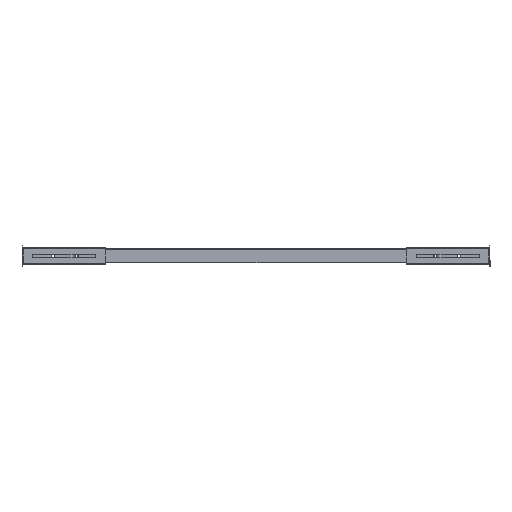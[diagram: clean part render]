
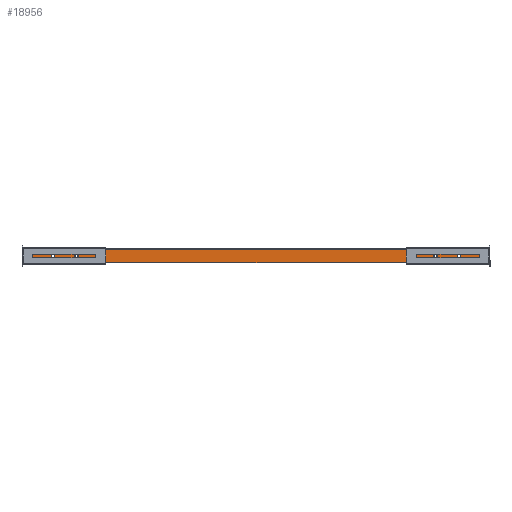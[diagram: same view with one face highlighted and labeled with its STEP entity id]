
A CAD part, front view. The second image highlights one B-rep face of the part: STEP entity #18956.
In plain terms, the highlighted planar face has unit normal (0, -1, 0).
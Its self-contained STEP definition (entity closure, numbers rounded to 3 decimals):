
#81 = CARTESIAN_POINT ( 'NONE',  ( 884., 0., -16. ) ) ;
#591 = CARTESIAN_POINT ( 'NONE',  ( 934., 0., -19.5 ) ) ;
#660 = CARTESIAN_POINT ( 'NONE',  ( 995.999, 0., -28. ) ) ;
#1239 = AXIS2_PLACEMENT_3D ( 'NONE', #81, #11303, #28451 ) ;
#1500 = DIRECTION ( 'NONE',  ( 0., -1., 0. ) ) ;
#2574 = CIRCLE ( 'NONE', #24929, 3.5 ) ;
#2595 = CIRCLE ( 'NONE', #15523, 3.5 ) ;
#2818 = VERTEX_POINT ( 'NONE', #591 ) ;
#2892 = CARTESIAN_POINT ( 'NONE',  ( 995.999, 0., -2. ) ) ;
#3019 = EDGE_LOOP ( 'NONE', ( #4304, #19157 ) ) ;
#3164 = EDGE_CURVE ( 'NONE', #26348, #4280, #4180, .T. ) ;
#3410 = CARTESIAN_POINT ( 'NONE',  ( 998., 0., -3. ) ) ;
#3442 = EDGE_CURVE ( 'NONE', #35014, #12036, #28111, .T. ) ;
#3522 = FACE_BOUND ( 'NONE', #3019, .T. ) ;
#3774 = ORIENTED_EDGE ( 'NONE', *, *, #3442, .F. ) ;
#3888 = FACE_BOUND ( 'NONE', #24033, .T. ) ;
#3992 = AXIS2_PLACEMENT_3D ( 'NONE', #23240, #6465, #23780 ) ;
#4141 = VERTEX_POINT ( 'NONE', #12435 ) ;
#4180 = CIRCLE ( 'NONE', #17692, 3.5 ) ;
#4267 = CARTESIAN_POINT ( 'NONE',  ( 884., 0., -16. ) ) ;
#4280 = VERTEX_POINT ( 'NONE', #36439 ) ;
#4304 = ORIENTED_EDGE ( 'NONE', *, *, #34544, .F. ) ;
#4392 = VERTEX_POINT ( 'NONE', #24470 ) ;
#4658 = ORIENTED_EDGE ( 'NONE', *, *, #23371, .T. ) ;
#4786 = VECTOR ( 'NONE', #30086, 1000. ) ;
#5036 = DIRECTION ( 'NONE',  ( 0.707, 0., -0.707 ) ) ;
#5337 = EDGE_CURVE ( 'NONE', #4141, #33475, #28991, .T. ) ;
#5456 = AXIS2_PLACEMENT_3D ( 'NONE', #11495, #22747, #33999 ) ;
#5920 = CARTESIAN_POINT ( 'NONE',  ( 995.999, 0., -28. ) ) ;
#6041 = DIRECTION ( 'NONE',  ( 0., -1., 0. ) ) ;
#6182 = DIRECTION ( 'NONE',  ( 1., 0., 0. ) ) ;
#6449 = ORIENTED_EDGE ( 'NONE', *, *, #28385, .F. ) ;
#6465 = DIRECTION ( 'NONE',  ( 0., 1., 0. ) ) ;
#6521 = VECTOR ( 'NONE', #6182, 1000. ) ;
#6904 = VERTEX_POINT ( 'NONE', #27408 ) ;
#7606 = CARTESIAN_POINT ( 'NONE',  ( 5.001, 0., -31. ) ) ;
#7947 = CARTESIAN_POINT ( 'NONE',  ( 992.999, 0., -31. ) ) ;
#8794 = VERTEX_POINT ( 'NONE', #660 ) ;
#8795 = DIRECTION ( 'NONE',  ( 0., 0., -1. ) ) ;
#9351 = EDGE_CURVE ( 'NONE', #33563, #4392, #27111, .T. ) ;
#10131 = CIRCLE ( 'NONE', #20740, 3.5 ) ;
#10593 = CARTESIAN_POINT ( 'NONE',  ( 995.999, 0., -3. ) ) ;
#10779 = EDGE_CURVE ( 'NONE', #19680, #21500, #32677, .T. ) ;
#11075 = DIRECTION ( 'NONE',  ( 0.707, 0., 0.707 ) ) ;
#11303 = DIRECTION ( 'NONE',  ( 0., -1., 0. ) ) ;
#11495 = CARTESIAN_POINT ( 'NONE',  ( 114., 0., -16. ) ) ;
#11629 = CARTESIAN_POINT ( 'NONE',  ( 934., 0., -16. ) ) ;
#12036 = VERTEX_POINT ( 'NONE', #10593 ) ;
#12096 = ORIENTED_EDGE ( 'NONE', *, *, #31573, .T. ) ;
#12435 = CARTESIAN_POINT ( 'NONE',  ( 114., 0., -19.5 ) ) ;
#12707 = PLANE ( 'NONE',  #3992 ) ;
#13276 = CARTESIAN_POINT ( 'NONE',  ( 2.001, 0., 0. ) ) ;
#13881 = ORIENTED_EDGE ( 'NONE', *, *, #30673, .F. ) ;
#14300 = DIRECTION ( 'NONE',  ( 0., 0., -1. ) ) ;
#14746 = FACE_BOUND ( 'NONE', #32416, .T. ) ;
#14843 = VERTEX_POINT ( 'NONE', #27269 ) ;
#15340 = CIRCLE ( 'NONE', #35948, 3.5 ) ;
#15495 = VECTOR ( 'NONE', #14300, 1000. ) ;
#15523 = AXIS2_PLACEMENT_3D ( 'NONE', #4267, #1500, #21935 ) ;
#15572 = VECTOR ( 'NONE', #21747, 1000. ) ;
#16283 = ORIENTED_EDGE ( 'NONE', *, *, #26093, .T. ) ;
#16887 = LINE ( 'NONE', #2892, #15495 ) ;
#17354 = DIRECTION ( 'NONE',  ( 0., 0., -1. ) ) ;
#17488 = CARTESIAN_POINT ( 'NONE',  ( 2.001, 0., -3. ) ) ;
#17692 = AXIS2_PLACEMENT_3D ( 'NONE', #24930, #22336, #36173 ) ;
#18044 = DIRECTION ( 'NONE',  ( 0., -1., 0. ) ) ;
#18294 = VECTOR ( 'NONE', #5036, 1000. ) ;
#18956 = ADVANCED_FACE ( 'NONE', ( #3522, #3888, #23959, #26735, #14746 ), #12707, .F. ) ;
#19157 = ORIENTED_EDGE ( 'NONE', *, *, #26915, .F. ) ;
#19172 = LINE ( 'NONE', #13276, #15572 ) ;
#19445 = EDGE_LOOP ( 'NONE', ( #29073, #16283, #29581, #3774, #12096, #4658 ) ) ;
#19680 = VERTEX_POINT ( 'NONE', #22920 ) ;
#20108 = VECTOR ( 'NONE', #11075, 1000. ) ;
#20740 = AXIS2_PLACEMENT_3D ( 'NONE', #20992, #18044, #28746 ) ;
#20992 = CARTESIAN_POINT ( 'NONE',  ( 934., 0., -16. ) ) ;
#21500 = VERTEX_POINT ( 'NONE', #7947 ) ;
#21537 = EDGE_LOOP ( 'NONE', ( #27132, #6449 ) ) ;
#21747 = DIRECTION ( 'NONE',  ( 0., 0., -1. ) ) ;
#21935 = DIRECTION ( 'NONE',  ( 0., 0., -1. ) ) ;
#22088 = ORIENTED_EDGE ( 'NONE', *, *, #31987, .F. ) ;
#22165 = AXIS2_PLACEMENT_3D ( 'NONE', #11629, #23072, #17354 ) ;
#22336 = DIRECTION ( 'NONE',  ( 0., -1., 0. ) ) ;
#22747 = DIRECTION ( 'NONE',  ( 0., -1., 0. ) ) ;
#22920 = CARTESIAN_POINT ( 'NONE',  ( 5.001, 0., -31. ) ) ;
#23072 = DIRECTION ( 'NONE',  ( 0., -1., 0. ) ) ;
#23240 = CARTESIAN_POINT ( 'NONE',  ( 0., 0., 0. ) ) ;
#23371 = EDGE_CURVE ( 'NONE', #14843, #19680, #29897, .T. ) ;
#23780 = DIRECTION ( 'NONE',  ( 0., 0., 1. ) ) ;
#23959 = FACE_BOUND ( 'NONE', #21537, .T. ) ;
#23960 = CARTESIAN_POINT ( 'NONE',  ( 64., 0., -16. ) ) ;
#24033 = EDGE_LOOP ( 'NONE', ( #13881, #34780 ) ) ;
#24141 = DIRECTION ( 'NONE',  ( 0., -1., 0. ) ) ;
#24470 = CARTESIAN_POINT ( 'NONE',  ( 884., 0., -19.5 ) ) ;
#24929 = AXIS2_PLACEMENT_3D ( 'NONE', #23960, #24141, #30728 ) ;
#24930 = CARTESIAN_POINT ( 'NONE',  ( 64., 0., -16. ) ) ;
#26093 = EDGE_CURVE ( 'NONE', #21500, #8794, #31155, .T. ) ;
#26348 = VERTEX_POINT ( 'NONE', #35736 ) ;
#26735 = FACE_OUTER_BOUND ( 'NONE', #19445, .T. ) ;
#26915 = EDGE_CURVE ( 'NONE', #6904, #2818, #10131, .T. ) ;
#27111 = CIRCLE ( 'NONE', #1239, 3.5 ) ;
#27132 = ORIENTED_EDGE ( 'NONE', *, *, #3164, .F. ) ;
#27269 = CARTESIAN_POINT ( 'NONE',  ( 2.001, 0., -28. ) ) ;
#27408 = CARTESIAN_POINT ( 'NONE',  ( 934., 0., -12.5 ) ) ;
#28111 = LINE ( 'NONE', #3410, #6521 ) ;
#28385 = EDGE_CURVE ( 'NONE', #4280, #26348, #2574, .T. ) ;
#28451 = DIRECTION ( 'NONE',  ( 0., 0., -1. ) ) ;
#28623 = EDGE_CURVE ( 'NONE', #12036, #8794, #16887, .T. ) ;
#28746 = DIRECTION ( 'NONE',  ( 0., 0., -1. ) ) ;
#28991 = CIRCLE ( 'NONE', #5456, 3.5 ) ;
#29073 = ORIENTED_EDGE ( 'NONE', *, *, #10779, .T. ) ;
#29153 = CARTESIAN_POINT ( 'NONE',  ( 114., 0., -12.5 ) ) ;
#29581 = ORIENTED_EDGE ( 'NONE', *, *, #28623, .F. ) ;
#29897 = LINE ( 'NONE', #7606, #18294 ) ;
#30086 = DIRECTION ( 'NONE',  ( 1., 0., 0. ) ) ;
#30673 = EDGE_CURVE ( 'NONE', #4392, #33563, #2595, .T. ) ;
#30728 = DIRECTION ( 'NONE',  ( 0., 0., -1. ) ) ;
#31155 = LINE ( 'NONE', #5920, #20108 ) ;
#31264 = CARTESIAN_POINT ( 'NONE',  ( 884., 0., -12.5 ) ) ;
#31573 = EDGE_CURVE ( 'NONE', #35014, #14843, #19172, .T. ) ;
#31987 = EDGE_CURVE ( 'NONE', #33475, #4141, #15340, .T. ) ;
#32416 = EDGE_LOOP ( 'NONE', ( #34923, #22088 ) ) ;
#32677 = LINE ( 'NONE', #33406, #4786 ) ;
#33406 = CARTESIAN_POINT ( 'NONE',  ( 0., 0., -31. ) ) ;
#33475 = VERTEX_POINT ( 'NONE', #29153 ) ;
#33563 = VERTEX_POINT ( 'NONE', #31264 ) ;
#33999 = DIRECTION ( 'NONE',  ( 0., 0., -1. ) ) ;
#34542 = CIRCLE ( 'NONE', #22165, 3.5 ) ;
#34544 = EDGE_CURVE ( 'NONE', #2818, #6904, #34542, .T. ) ;
#34780 = ORIENTED_EDGE ( 'NONE', *, *, #9351, .F. ) ;
#34923 = ORIENTED_EDGE ( 'NONE', *, *, #5337, .F. ) ;
#35014 = VERTEX_POINT ( 'NONE', #17488 ) ;
#35736 = CARTESIAN_POINT ( 'NONE',  ( 64., 0., -19.5 ) ) ;
#35948 = AXIS2_PLACEMENT_3D ( 'NONE', #36269, #6041, #8795 ) ;
#36173 = DIRECTION ( 'NONE',  ( 0., 0., -1. ) ) ;
#36269 = CARTESIAN_POINT ( 'NONE',  ( 114., 0., -16. ) ) ;
#36439 = CARTESIAN_POINT ( 'NONE',  ( 64., 0., -12.5 ) ) ;
